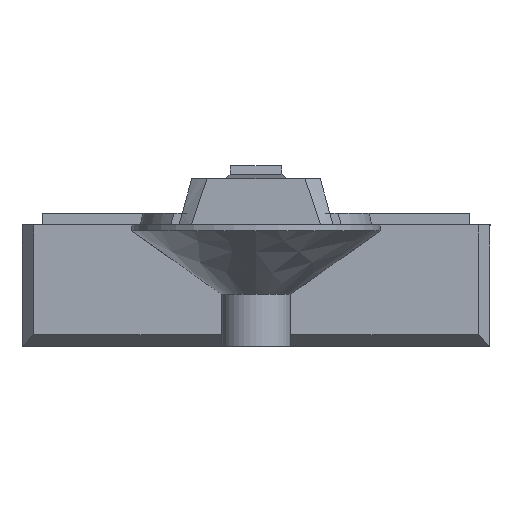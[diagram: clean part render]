
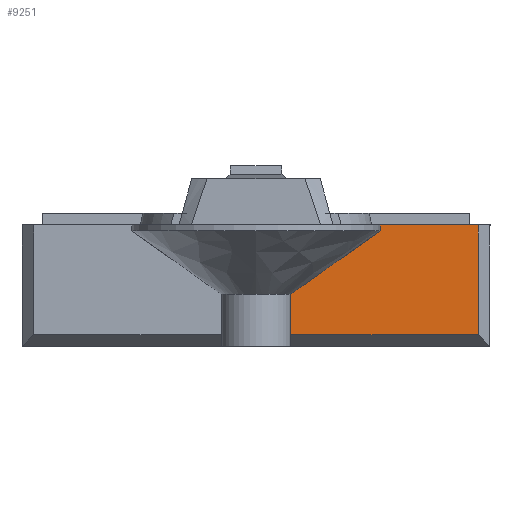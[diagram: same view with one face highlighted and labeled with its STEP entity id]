
A CAD part, left-side view. The second image highlights one B-rep face of the part: STEP entity #9251.
In plain terms, the highlighted planar face has unit normal (-1, 0, 0).
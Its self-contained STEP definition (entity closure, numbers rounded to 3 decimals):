
#507 = VERTEX_POINT ( 'NONE', #10196 ) ;
#2303 = CARTESIAN_POINT ( 'NONE',  ( 4553.388, -39.27, 54.878 ) ) ;
#3089 = ORIENTED_EDGE ( 'NONE', *, *, #8395, .T. ) ;
#3323 = EDGE_LOOP ( 'NONE', ( #32099, #23477, #26554, #30927, #3089, #14923 ) ) ;
#3329 = DIRECTION ( 'NONE',  ( 0., 0., -1. ) ) ;
#4912 = EDGE_CURVE ( 'NONE', #11811, #19724, #5544, .T. ) ;
#4999 = VERTEX_POINT ( 'NONE', #16620 ) ;
#5500 = LINE ( 'NONE', #13824, #25475 ) ;
#5544 = LINE ( 'NONE', #19055, #23411 ) ;
#6042 = AXIS2_PLACEMENT_3D ( 'NONE', #18737, #31706, #13187 ) ;
#6519 = CARTESIAN_POINT ( 'NONE',  ( 4553.388, -38.5, 35.878 ) ) ;
#6861 = DIRECTION ( 'NONE',  ( 0., -1., 0. ) ) ;
#7693 = DIRECTION ( 'NONE',  ( 0., -1., 0. ) ) ;
#8361 = DIRECTION ( 'NONE',  ( 0., 0., -1. ) ) ;
#8395 = EDGE_CURVE ( 'NONE', #19724, #9044, #13748, .T. ) ;
#9044 = VERTEX_POINT ( 'NONE', #19564 ) ;
#9251 = ADVANCED_FACE ( 'NONE', ( #11241 ), #23149, .T. ) ;
#10196 = CARTESIAN_POINT ( 'NONE',  ( 4553.388, -21.5, 53.878 ) ) ;
#10212 = VECTOR ( 'NONE', #7693, 1000. ) ;
#10248 = CARTESIAN_POINT ( 'NONE',  ( 4553.388, -6., 35.878 ) ) ;
#11241 = FACE_OUTER_BOUND ( 'NONE', #3323, .T. ) ;
#11426 = DIRECTION ( 'NONE',  ( 0., 0.816, -0.579 ) ) ;
#11811 = VERTEX_POINT ( 'NONE', #32211 ) ;
#13187 = DIRECTION ( 'NONE',  ( 0., 0., 1. ) ) ;
#13748 = LINE ( 'NONE', #6519, #20426 ) ;
#13824 = CARTESIAN_POINT ( 'NONE',  ( 4553.388, -21.5, 54.878 ) ) ;
#14477 = CARTESIAN_POINT ( 'NONE',  ( 4553.388, -21.5, 53.878 ) ) ;
#14923 = ORIENTED_EDGE ( 'NONE', *, *, #26780, .T. ) ;
#16035 = LINE ( 'NONE', #2303, #10212 ) ;
#16620 = CARTESIAN_POINT ( 'NONE',  ( 4553.388, -21.5, 54.878 ) ) ;
#17717 = CARTESIAN_POINT ( 'NONE',  ( 4553.388, -38.5, 54.878 ) ) ;
#18737 = CARTESIAN_POINT ( 'NONE',  ( 4553.388, -38.5, 54.878 ) ) ;
#18925 = LINE ( 'NONE', #14477, #34363 ) ;
#19055 = CARTESIAN_POINT ( 'NONE',  ( 4553.388, -6., 54.878 ) ) ;
#19564 = CARTESIAN_POINT ( 'NONE',  ( 4553.388, -38.5, 35.878 ) ) ;
#19724 = VERTEX_POINT ( 'NONE', #10248 ) ;
#20426 = VECTOR ( 'NONE', #6861, 1000. ) ;
#23149 = PLANE ( 'NONE',  #6042 ) ;
#23270 = CARTESIAN_POINT ( 'NONE',  ( 4553.388, -38.5, 54.878 ) ) ;
#23411 = VECTOR ( 'NONE', #3329, 1000. ) ;
#23477 = ORIENTED_EDGE ( 'NONE', *, *, #31564, .T. ) ;
#24197 = EDGE_CURVE ( 'NONE', #4999, #25625, #16035, .T. ) ;
#24384 = LINE ( 'NONE', #17717, #31099 ) ;
#25475 = VECTOR ( 'NONE', #8361, 1000. ) ;
#25625 = VERTEX_POINT ( 'NONE', #23270 ) ;
#26554 = ORIENTED_EDGE ( 'NONE', *, *, #29189, .T. ) ;
#26780 = EDGE_CURVE ( 'NONE', #9044, #25625, #24384, .T. ) ;
#29189 = EDGE_CURVE ( 'NONE', #507, #11811, #18925, .T. ) ;
#30894 = DIRECTION ( 'NONE',  ( 0., 0., 1. ) ) ;
#30927 = ORIENTED_EDGE ( 'NONE', *, *, #4912, .T. ) ;
#31099 = VECTOR ( 'NONE', #30894, 1000. ) ;
#31564 = EDGE_CURVE ( 'NONE', #4999, #507, #5500, .T. ) ;
#31706 = DIRECTION ( 'NONE',  ( -1., 0., 0. ) ) ;
#32099 = ORIENTED_EDGE ( 'NONE', *, *, #24197, .F. ) ;
#32211 = CARTESIAN_POINT ( 'NONE',  ( 4553.388, -6., 42.878 ) ) ;
#34363 = VECTOR ( 'NONE', #11426, 1000. ) ;
